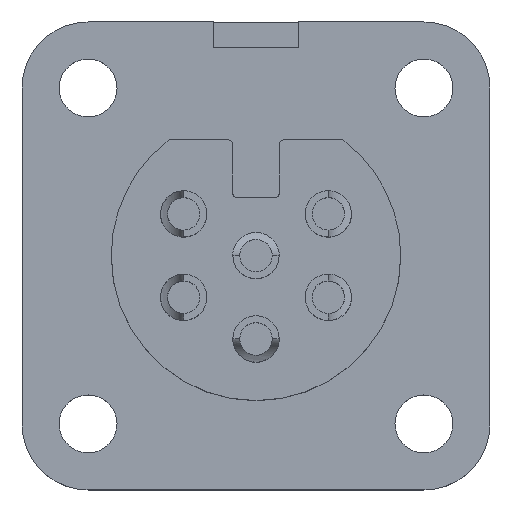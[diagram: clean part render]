
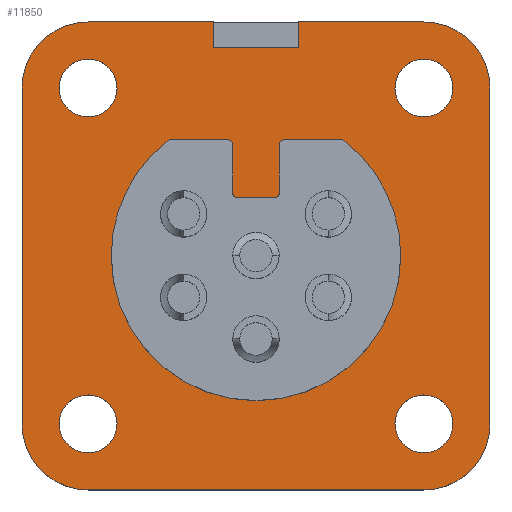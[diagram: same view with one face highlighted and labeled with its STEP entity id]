
A CAD part, top view. The second image highlights one B-rep face of the part: STEP entity #11850.
In plain terms, the highlighted planar face has unit normal (0, 0, 1).
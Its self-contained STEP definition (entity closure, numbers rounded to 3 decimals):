
#4780=CARTESIAN_POINT('',(-1.85,9.,2.));
#4790=VERTEX_POINT('',#4780);
#4820=CARTESIAN_POINT('',(-1.85,0.,2.));
#4830=DIRECTION('',(-0.,1.,0.));
#4840=VECTOR('',#4830,1.);
#4850=LINE('',#4820,#4840);
#4860=CARTESIAN_POINT('',(-1.85,10.1,2.));
#4870=VERTEX_POINT('',#4860);
#4880=EDGE_CURVE('',#4790,#4870,#4850,.T.);
#6190=CARTESIAN_POINT('',(1.85,10.1,2.));
#6200=VERTEX_POINT('',#6190);
#6230=CARTESIAN_POINT('',(1.85,0.,2.));
#6240=DIRECTION('',(-0.,-1.,0.));
#6250=VECTOR('',#6240,1.);
#6260=LINE('',#6230,#6250);
#6270=CARTESIAN_POINT('',(1.85,9.,2.));
#6280=VERTEX_POINT('',#6270);
#6290=EDGE_CURVE('',#6200,#6280,#6260,.T.);
#8280=CARTESIAN_POINT('',(0.,9.,2.));
#8290=DIRECTION('',(-1.,0.,0.));
#8300=VECTOR('',#8290,1.);
#8310=LINE('',#8280,#8300);
#8320=EDGE_CURVE('',#6280,#4790,#8310,.T.);
#9500=CARTESIAN_POINT('',(0.,0.,2.));
#9510=DIRECTION('',(0.,0.,1.));
#9520=DIRECTION('',(1.,0.,0.));
#9530=AXIS2_PLACEMENT_3D('',#9500,#9510,#9520);
#9540=PLANE('',#9530);
#9550=CARTESIAN_POINT('',(-10.1,-10.1,2.));
#9560=DIRECTION('',(0.,1.,0.));
#9570=VECTOR('',#9560,1.);
#9580=LINE('',#9550,#9570);
#9590=CARTESIAN_POINT('',(-10.1,-7.25,2.));
#9600=VERTEX_POINT('',#9590);
#9610=CARTESIAN_POINT('',(-10.1,7.25,2.));
#9620=VERTEX_POINT('',#9610);
#9630=EDGE_CURVE('',#9600,#9620,#9580,.T.);
#9640=ORIENTED_EDGE('',*,*,#9630,.F.);
#9650=CARTESIAN_POINT('',(-7.25,7.25,2.));
#9660=DIRECTION('',(0.,0.,1.));
#9670=DIRECTION('',(1.,0.,0.));
#9680=AXIS2_PLACEMENT_3D('',#9650,#9660,#9670);
#9690=CIRCLE('',#9680,2.85);
#9700=CARTESIAN_POINT('',(-7.25,10.1,2.));
#9710=VERTEX_POINT('',#9700);
#9720=EDGE_CURVE('',#9710,#9620,#9690,.T.);
#9730=ORIENTED_EDGE('',*,*,#9720,.T.);
#9740=CARTESIAN_POINT('',(-10.1,10.1,2.));
#9750=DIRECTION('',(1.,0.,0.));
#9760=VECTOR('',#9750,1.);
#9770=LINE('',#9740,#9760);
#9780=EDGE_CURVE('',#9710,#4870,#9770,.T.);
#9790=ORIENTED_EDGE('',*,*,#9780,.F.);
#9800=ORIENTED_EDGE('',*,*,#4880,.T.);
#9810=ORIENTED_EDGE('',*,*,#8320,.T.);
#9820=ORIENTED_EDGE('',*,*,#6290,.T.);
#9830=CARTESIAN_POINT('',(7.25,10.1,2.));
#9840=VERTEX_POINT('',#9830);
#9850=EDGE_CURVE('',#6200,#9840,#9770,.T.);
#9860=ORIENTED_EDGE('',*,*,#9850,.F.);
#9870=CARTESIAN_POINT('',(7.25,7.25,2.));
#9880=DIRECTION('',(0.,0.,1.));
#9890=DIRECTION('',(1.,0.,0.));
#9900=AXIS2_PLACEMENT_3D('',#9870,#9880,#9890);
#9910=CIRCLE('',#9900,2.85);
#9920=CARTESIAN_POINT('',(10.1,7.25,2.));
#9930=VERTEX_POINT('',#9920);
#9940=EDGE_CURVE('',#9930,#9840,#9910,.T.);
#9950=ORIENTED_EDGE('',*,*,#9940,.T.);
#9960=CARTESIAN_POINT('',(10.1,10.1,2.));
#9970=DIRECTION('',(0.,-1.,0.));
#9980=VECTOR('',#9970,1.);
#9990=LINE('',#9960,#9980);
#10000=CARTESIAN_POINT('',(10.1,-7.25,2.));
#10010=VERTEX_POINT('',#10000);
#10020=EDGE_CURVE('',#9930,#10010,#9990,.T.);
#10030=ORIENTED_EDGE('',*,*,#10020,.F.);
#10040=CARTESIAN_POINT('',(7.25,-7.25,2.));
#10050=DIRECTION('',(0.,0.,1.));
#10060=DIRECTION('',(1.,0.,0.));
#10070=AXIS2_PLACEMENT_3D('',#10040,#10050,#10060);
#10080=CIRCLE('',#10070,2.85);
#10090=CARTESIAN_POINT('',(7.25,-10.1,2.));
#10100=VERTEX_POINT('',#10090);
#10110=EDGE_CURVE('',#10100,#10010,#10080,.T.);
#10120=ORIENTED_EDGE('',*,*,#10110,.T.);
#10130=CARTESIAN_POINT('',(10.1,-10.1,2.));
#10140=DIRECTION('',(-1.,0.,0.));
#10150=VECTOR('',#10140,1.);
#10160=LINE('',#10130,#10150);
#10170=CARTESIAN_POINT('',(-7.25,-10.1,2.));
#10180=VERTEX_POINT('',#10170);
#10190=EDGE_CURVE('',#10100,#10180,#10160,.T.);
#10200=ORIENTED_EDGE('',*,*,#10190,.F.);
#10210=CARTESIAN_POINT('',(-7.25,-7.25,2.));
#10220=DIRECTION('',(0.,0.,1.));
#10230=DIRECTION('',(1.,0.,0.));
#10240=AXIS2_PLACEMENT_3D('',#10210,#10220,#10230);
#10250=CIRCLE('',#10240,2.85);
#10260=EDGE_CURVE('',#9600,#10180,#10250,.T.);
#10270=ORIENTED_EDGE('',*,*,#10260,.T.);
#10280=EDGE_LOOP('',(#10270,#10200,#10120,#10030,#9950,#9860,#9820,#9810
,#9800,#9790,#9730,#9640));
#10290=FACE_OUTER_BOUND('',#10280,.T.);
#10300=CARTESIAN_POINT('',(7.25,-7.25,2.));
#10310=DIRECTION('',(0.,0.,1.));
#10320=DIRECTION('',(-1.,0.,0.));
#10330=AXIS2_PLACEMENT_3D('',#10300,#10310,#10320);
#10340=CIRCLE('',#10330,1.25);
#10350=CARTESIAN_POINT('',(6.,-7.25,2.));
#10360=VERTEX_POINT('',#10350);
#10370=CARTESIAN_POINT('',(8.5,-7.25,2.));
#10380=VERTEX_POINT('',#10370);
#10390=EDGE_CURVE('',#10360,#10380,#10340,.T.);
#10400=ORIENTED_EDGE('',*,*,#10390,.F.);
#10410=EDGE_CURVE('',#10380,#10360,#10340,.T.);
#10420=ORIENTED_EDGE('',*,*,#10410,.F.);
#10430=EDGE_LOOP('',(#10420,#10400));
#10440=FACE_BOUND('',#10430,.T.);
#10450=CARTESIAN_POINT('',(-7.25,7.25,2.));
#10460=DIRECTION('',(0.,0.,1.));
#10470=DIRECTION('',(1.,0.,0.));
#10480=AXIS2_PLACEMENT_3D('',#10450,#10460,#10470);
#10490=CIRCLE('',#10480,1.25);
#10500=CARTESIAN_POINT('',(-6.,7.25,2.));
#10510=VERTEX_POINT('',#10500);
#10520=CARTESIAN_POINT('',(-8.5,7.25,2.));
#10530=VERTEX_POINT('',#10520);
#10540=EDGE_CURVE('',#10510,#10530,#10490,.T.);
#10550=ORIENTED_EDGE('',*,*,#10540,.F.);
#10560=EDGE_CURVE('',#10530,#10510,#10490,.T.);
#10570=ORIENTED_EDGE('',*,*,#10560,.F.);
#10580=EDGE_LOOP('',(#10570,#10550));
#10590=FACE_BOUND('',#10580,.T.);
#10600=CARTESIAN_POINT('',(-7.25,-7.25,2.));
#10610=DIRECTION('',(-0.,-0.,-1.));
#10620=DIRECTION('',(1.,0.,0.));
#10630=AXIS2_PLACEMENT_3D('',#10600,#10610,#10620);
#10640=CIRCLE('',#10630,1.25);
#10650=CARTESIAN_POINT('',(-6.,-7.25,2.));
#10660=VERTEX_POINT('',#10650);
#10670=CARTESIAN_POINT('',(-8.5,-7.25,2.));
#10680=VERTEX_POINT('',#10670);
#10690=EDGE_CURVE('',#10660,#10680,#10640,.T.);
#10700=ORIENTED_EDGE('',*,*,#10690,.T.);
#10710=EDGE_CURVE('',#10680,#10660,#10640,.T.);
#10720=ORIENTED_EDGE('',*,*,#10710,.T.);
#10730=EDGE_LOOP('',(#10720,#10700));
#10740=FACE_BOUND('',#10730,.T.);
#10750=CARTESIAN_POINT('',(7.25,7.25,2.));
#10760=DIRECTION('',(-0.,-0.,-1.));
#10770=DIRECTION('',(-1.,0.,0.));
#10780=AXIS2_PLACEMENT_3D('',#10750,#10760,#10770);
#10790=CIRCLE('',#10780,1.25);
#10800=CARTESIAN_POINT('',(6.,7.25,2.));
#10810=VERTEX_POINT('',#10800);
#10820=CARTESIAN_POINT('',(8.5,7.25,2.));
#10830=VERTEX_POINT('',#10820);
#10840=EDGE_CURVE('',#10810,#10830,#10790,.T.);
#10850=ORIENTED_EDGE('',*,*,#10840,.T.);
#10860=EDGE_CURVE('',#10830,#10810,#10790,.T.);
#10870=ORIENTED_EDGE('',*,*,#10860,.T.);
#10880=EDGE_LOOP('',(#10870,#10850));
#10890=FACE_BOUND('',#10880,.T.);
#10900=CARTESIAN_POINT('',(0.,5.,2.));
#10910=DIRECTION('',(-1.,0.,0.));
#10920=VECTOR('',#10910,1.);
#10930=LINE('',#10900,#10920);
#10940=CARTESIAN_POINT('',(-1.2,5.,2.));
#10950=VERTEX_POINT('',#10940);
#10960=CARTESIAN_POINT('',(-3.75,5.,2.));
#10970=VERTEX_POINT('',#10960);
#10980=EDGE_CURVE('',#10950,#10970,#10930,.T.);
#10990=ORIENTED_EDGE('',*,*,#10980,.F.);
#11000=CARTESIAN_POINT('',(0.,0.,2.));
#11010=DIRECTION('',(0.,0.,1.));
#11020=DIRECTION('',(1.,0.,0.));
#11030=AXIS2_PLACEMENT_3D('',#11000,#11010,#11020);
#11040=CIRCLE('',#11030,6.25);
#11050=CARTESIAN_POINT('',(-6.25,0.,2.));
#11060=VERTEX_POINT('',#11050);
#11070=EDGE_CURVE('',#10970,#11060,#11040,.T.);
#11080=ORIENTED_EDGE('',*,*,#11070,.F.);
#11090=CARTESIAN_POINT('',(6.25,0.,2.));
#11100=VERTEX_POINT('',#11090);
#11110=EDGE_CURVE('',#11060,#11100,#11040,.T.);
#11120=ORIENTED_EDGE('',*,*,#11110,.F.);
#11130=CARTESIAN_POINT('',(3.75,5.,2.));
#11140=VERTEX_POINT('',#11130);
#11150=EDGE_CURVE('',#11100,#11140,#11040,.T.);
#11160=ORIENTED_EDGE('',*,*,#11150,.F.);
#11170=CARTESIAN_POINT('',(0.,5.,2.));
#11180=DIRECTION('',(-1.,0.,0.));
#11190=VECTOR('',#11180,1.);
#11200=LINE('',#11170,#11190);
#11210=CARTESIAN_POINT('',(1.2,5.,2.));
#11220=VERTEX_POINT('',#11210);
#11230=EDGE_CURVE('',#11140,#11220,#11200,.T.);
#11240=ORIENTED_EDGE('',*,*,#11230,.F.);
#11250=CARTESIAN_POINT('',(1.2,4.8,2.));
#11260=DIRECTION('',(0.,0.,1.));
#11270=DIRECTION('',(1.,0.,0.));
#11280=AXIS2_PLACEMENT_3D('',#11250,#11260,#11270);
#11290=CIRCLE('',#11280,0.2);
#11300=CARTESIAN_POINT('',(1.,4.8,2.));
#11310=VERTEX_POINT('',#11300);
#11320=EDGE_CURVE('',#11220,#11310,#11290,.T.);
#11330=ORIENTED_EDGE('',*,*,#11320,.F.);
#11340=CARTESIAN_POINT('',(1.,0.,2.));
#11350=DIRECTION('',(-0.,-1.,0.));
#11360=VECTOR('',#11350,1.);
#11370=LINE('',#11340,#11360);
#11380=CARTESIAN_POINT('',(1.,2.7,2.));
#11390=VERTEX_POINT('',#11380);
#11400=EDGE_CURVE('',#11310,#11390,#11370,.T.);
#11410=ORIENTED_EDGE('',*,*,#11400,.F.);
#11420=CARTESIAN_POINT('',(0.8,2.7,2.));
#11430=DIRECTION('',(0.,0.,1.));
#11440=DIRECTION('',(1.,0.,0.));
#11450=AXIS2_PLACEMENT_3D('',#11420,#11430,#11440);
#11460=CIRCLE('',#11450,0.2);
#11470=CARTESIAN_POINT('',(0.8,2.5,2.));
#11480=VERTEX_POINT('',#11470);
#11490=EDGE_CURVE('',#11480,#11390,#11460,.T.);
#11500=ORIENTED_EDGE('',*,*,#11490,.T.);
#11510=CARTESIAN_POINT('',(0.,2.5,2.));
#11520=DIRECTION('',(-1.,0.,0.));
#11530=VECTOR('',#11520,1.);
#11540=LINE('',#11510,#11530);
#11550=CARTESIAN_POINT('',(-0.8,2.5,2.));
#11560=VERTEX_POINT('',#11550);
#11570=EDGE_CURVE('',#11480,#11560,#11540,.T.);
#11580=ORIENTED_EDGE('',*,*,#11570,.F.);
#11590=CARTESIAN_POINT('',(-0.8,2.7,2.));
#11600=DIRECTION('',(0.,0.,1.));
#11610=DIRECTION('',(1.,0.,0.));
#11620=AXIS2_PLACEMENT_3D('',#11590,#11600,#11610);
#11630=CIRCLE('',#11620,0.2);
#11640=CARTESIAN_POINT('',(-1.,2.7,2.));
#11650=VERTEX_POINT('',#11640);
#11660=EDGE_CURVE('',#11650,#11560,#11630,.T.);
#11670=ORIENTED_EDGE('',*,*,#11660,.T.);
#11680=CARTESIAN_POINT('',(-1.,0.,2.));
#11690=DIRECTION('',(-0.,1.,0.));
#11700=VECTOR('',#11690,1.);
#11710=LINE('',#11680,#11700);
#11720=CARTESIAN_POINT('',(-1.,4.8,2.));
#11730=VERTEX_POINT('',#11720);
#11740=EDGE_CURVE('',#11650,#11730,#11710,.T.);
#11750=ORIENTED_EDGE('',*,*,#11740,.F.);
#11760=CARTESIAN_POINT('',(-1.2,4.8,2.));
#11770=DIRECTION('',(0.,0.,1.));
#11780=DIRECTION('',(1.,0.,0.));
#11790=AXIS2_PLACEMENT_3D('',#11760,#11770,#11780);
#11800=CIRCLE('',#11790,0.2);
#11810=EDGE_CURVE('',#11730,#10950,#11800,.T.);
#11820=ORIENTED_EDGE('',*,*,#11810,.F.);
#11830=EDGE_LOOP('',(#11820,#11750,#11670,#11580,#11500,#11410,#11330,
#11240,#11160,#11120,#11080,#10990));
#11840=FACE_BOUND('',#11830,.T.);
#11850=ADVANCED_FACE('',(#10290,#10440,#10590,#10740,#10890,#11840),
#9540,.T.);
